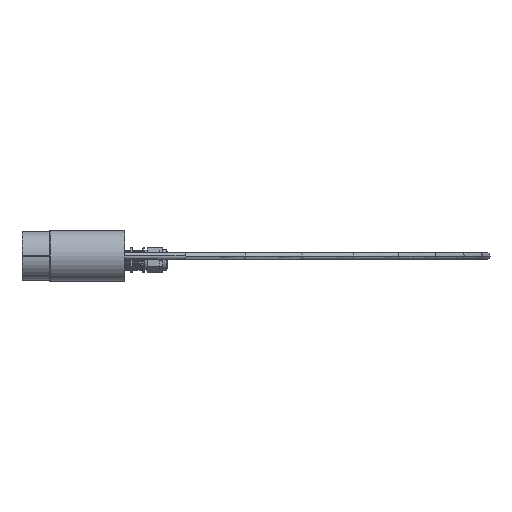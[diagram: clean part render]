
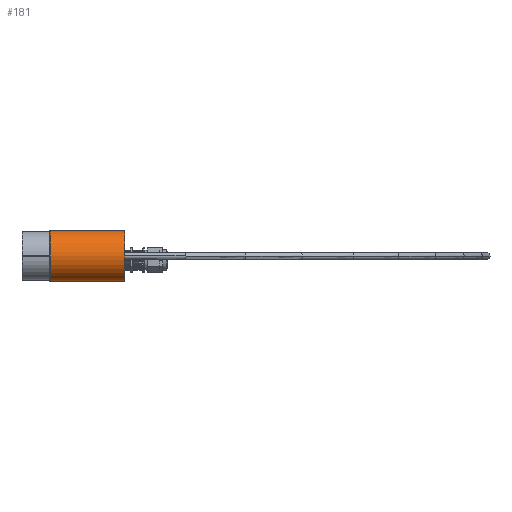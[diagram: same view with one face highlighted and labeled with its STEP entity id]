
A CAD part, left-side view. The second image highlights one B-rep face of the part: STEP entity #181.
In plain terms, the highlighted cylindrical face has radius 9.525 mm (diameter 19.05 mm), a partial arc.
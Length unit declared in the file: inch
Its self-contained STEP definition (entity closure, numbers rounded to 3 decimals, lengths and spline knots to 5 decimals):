
#102 = AXIS2_PLACEMENT_3D ( 'NONE', #1473, #1474, #1475 ) ;
#103 = AXIS2_PLACEMENT_3D ( 'NONE', #4408, #2611, #5868 ) ;
#181 = ADVANCED_FACE ( 'NONE', ( #3059 ), #3064, .T. ) ;
#275 = VERTEX_POINT ( 'NONE', #4562 ) ;
#862 = VERTEX_POINT ( 'NONE', #2628 ) ;
#868 = VERTEX_POINT ( 'NONE', #2834 ) ;
#944 = ORIENTED_EDGE ( 'NONE', *, *, #1371, .F. ) ;
#945 = ORIENTED_EDGE ( 'NONE', *, *, #1369, .T. ) ;
#946 = ORIENTED_EDGE ( 'NONE', *, *, #1370, .T. ) ;
#947 = ORIENTED_EDGE ( 'NONE', *, *, #1367, .F. ) ;
#1367 = EDGE_CURVE ( 'NONE', #5774, #868, #3544, .T. ) ;
#1369 = EDGE_CURVE ( 'NONE', #275, #862, #3542, .T. ) ;
#1370 = EDGE_CURVE ( 'NONE', #5774, #275, #3546, .T. ) ;
#1371 = EDGE_CURVE ( 'NONE', #868, #862, #3549, .T. ) ;
#1473 = CARTESIAN_POINT ( 'NONE',  ( 0., 0., 0. ) ) ;
#1474 = DIRECTION ( 'NONE',  ( 0., -1., 0. ) ) ;
#1475 = DIRECTION ( 'NONE',  ( 0., 0., -1. ) ) ;
#1992 = AXIS2_PLACEMENT_3D ( 'NONE', #4916, #4918, #4927 ) ;
#2552 = CARTESIAN_POINT ( 'NONE',  ( 0., 0., -0.375 ) ) ;
#2553 = DIRECTION ( 'NONE',  ( 0., -1., 0. ) ) ;
#2554 = CARTESIAN_POINT ( 'NONE',  ( 0., 0., 0.375 ) ) ;
#2581 = DIRECTION ( 'NONE',  ( 0., -1., 0. ) ) ;
#2611 = DIRECTION ( 'NONE',  ( 0., -1., 0. ) ) ;
#2628 = CARTESIAN_POINT ( 'NONE',  ( 0., 0., -0.375 ) ) ;
#2834 = CARTESIAN_POINT ( 'NONE',  ( 0., 0., 0.375 ) ) ;
#3059 = FACE_OUTER_BOUND ( 'NONE', #4374, .T. ) ;
#3064 = CYLINDRICAL_SURFACE ( 'NONE', #1992, 0.375 ) ;
#3542 = LINE ( 'NONE', #2552, #3548 ) ;
#3544 = LINE ( 'NONE', #2554, #3545 ) ;
#3545 = VECTOR ( 'NONE', #2553, 39.37008 ) ;
#3546 = CIRCLE ( 'NONE', #103, 0.375 ) ;
#3548 = VECTOR ( 'NONE', #2581, 39.37008 ) ;
#3549 = CIRCLE ( 'NONE', #102, 0.375 ) ;
#3787 = CARTESIAN_POINT ( 'NONE',  ( 0., 1.09, 0.375 ) ) ;
#4374 = EDGE_LOOP ( 'NONE', ( #947, #946, #945, #944 ) ) ;
#4408 = CARTESIAN_POINT ( 'NONE',  ( 0., 1.09, 0. ) ) ;
#4562 = CARTESIAN_POINT ( 'NONE',  ( 0., 1.09, -0.375 ) ) ;
#4916 = CARTESIAN_POINT ( 'NONE',  ( 0., 0., 0. ) ) ;
#4918 = DIRECTION ( 'NONE',  ( 0., -1., 0. ) ) ;
#4927 = DIRECTION ( 'NONE',  ( 0., 0., -1. ) ) ;
#5774 = VERTEX_POINT ( 'NONE', #3787 ) ;
#5868 = DIRECTION ( 'NONE',  ( 0., 0., 1. ) ) ;
